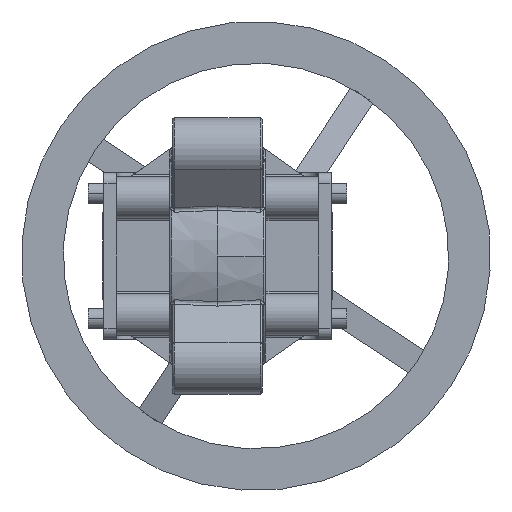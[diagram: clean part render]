
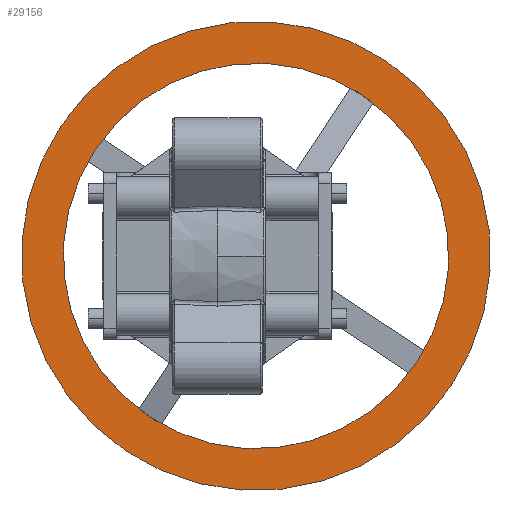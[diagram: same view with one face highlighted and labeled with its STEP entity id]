
A CAD part, front view. The second image highlights one B-rep face of the part: STEP entity #29156.
In plain terms, the highlighted face is planar.
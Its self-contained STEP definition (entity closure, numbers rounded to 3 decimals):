
#13173 = CARTESIAN_POINT ( 'NONE',  ( 0., 0., 92.5 ) ) ;
#13384 = DIRECTION ( 'NONE',  ( 0., 0., -1. ) ) ;
#13385 = DIRECTION ( 'NONE',  ( 1., 0., 0. ) ) ;
#13386 = CARTESIAN_POINT ( 'NONE',  ( 0., 0., 0. ) ) ;
#13387 = AXIS2_PLACEMENT_3D ( 'NONE', #13386, #13385, #13384 ) ;
#13388 = CIRCLE ( 'NONE', #13387, 92.5 ) ;
#13437 = CARTESIAN_POINT ( 'NONE',  ( 0., 0., 112.5 ) ) ;
#13474 = CARTESIAN_POINT ( 'NONE',  ( 0., 0., -92.5 ) ) ;
#13789 = CARTESIAN_POINT ( 'NONE',  ( 0., 0., -112.5 ) ) ;
#13824 = DIRECTION ( 'NONE',  ( 0., 0., -1. ) ) ;
#13825 = DIRECTION ( 'NONE',  ( 1., 0., 0. ) ) ;
#13826 = CARTESIAN_POINT ( 'NONE',  ( 0., 0., 0. ) ) ;
#13827 = AXIS2_PLACEMENT_3D ( 'NONE', #13826, #13825, #13824 ) ;
#13828 = CIRCLE ( 'NONE', #13827, 112.5 ) ;
#16883 = DIRECTION ( 'NONE',  ( 0., 0., -1. ) ) ;
#16884 = DIRECTION ( 'NONE',  ( 1., 0., 0. ) ) ;
#16885 = CARTESIAN_POINT ( 'NONE',  ( 0., 0., 0. ) ) ;
#16886 = AXIS2_PLACEMENT_3D ( 'NONE', #16885, #16884, #16883 ) ;
#16887 = CIRCLE ( 'NONE', #16886, 92.5 ) ;
#16895 = DIRECTION ( 'NONE',  ( 0., 0., 1. ) ) ;
#16896 = DIRECTION ( 'NONE',  ( -1., 0., 0. ) ) ;
#16897 = CARTESIAN_POINT ( 'NONE',  ( 0., -92.5, 0. ) ) ;
#16898 = AXIS2_PLACEMENT_3D ( 'NONE', #16897, #16896, #16895 ) ;
#16899 = PLANE ( 'NONE',  #16898 ) ;
#16900 = FACE_OUTER_BOUND ( 'NONE', #29167, .T. ) ;
#16905 = FACE_BOUND ( 'NONE', #29160, .T. ) ;
#16908 = DIRECTION ( 'NONE',  ( 0., 0., -1. ) ) ;
#16909 = DIRECTION ( 'NONE',  ( 1., 0., 0. ) ) ;
#16910 = CARTESIAN_POINT ( 'NONE',  ( 0., 0., 0. ) ) ;
#16911 = AXIS2_PLACEMENT_3D ( 'NONE', #16910, #16909, #16908 ) ;
#16912 = CIRCLE ( 'NONE', #16911, 112.5 ) ;
#26905 = VERTEX_POINT ( 'NONE', #13173 ) ;
#26994 = EDGE_CURVE ( 'NONE', #26905, #27043, #13388, .T. ) ;
#27021 = VERTEX_POINT ( 'NONE', #13437 ) ;
#27043 = VERTEX_POINT ( 'NONE', #13474 ) ;
#27224 = VERTEX_POINT ( 'NONE', #13789 ) ;
#27237 = EDGE_CURVE ( 'NONE', #27224, #27021, #13828, .T. ) ;
#29150 = EDGE_CURVE ( 'NONE', #27021, #27224, #16912, .T. ) ;
#29156 = ADVANCED_FACE ( 'NONE', ( #16905, #16900 ), #16899, .F. ) ;
#29160 = EDGE_LOOP ( 'NONE', ( #29166, #29162 ) ) ;
#29162 = ORIENTED_EDGE ( 'NONE', *, *, #29163, .F. ) ;
#29163 = EDGE_CURVE ( 'NONE', #27043, #26905, #16887, .T. ) ;
#29166 = ORIENTED_EDGE ( 'NONE', *, *, #26994, .F. ) ;
#29167 = EDGE_LOOP ( 'NONE', ( #29225, #29226 ) ) ;
#29225 = ORIENTED_EDGE ( 'NONE', *, *, #27237, .T. ) ;
#29226 = ORIENTED_EDGE ( 'NONE', *, *, #29150, .T. ) ;
